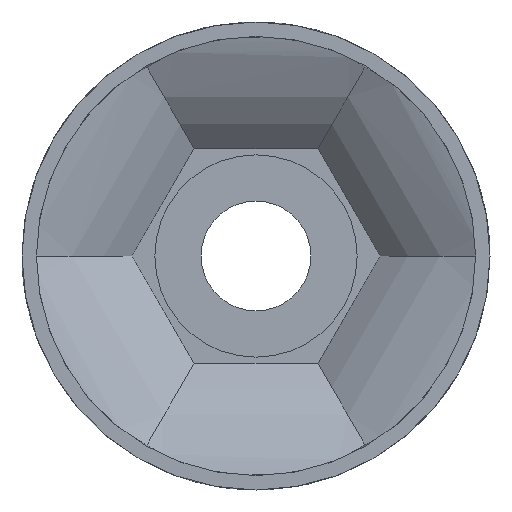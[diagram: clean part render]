
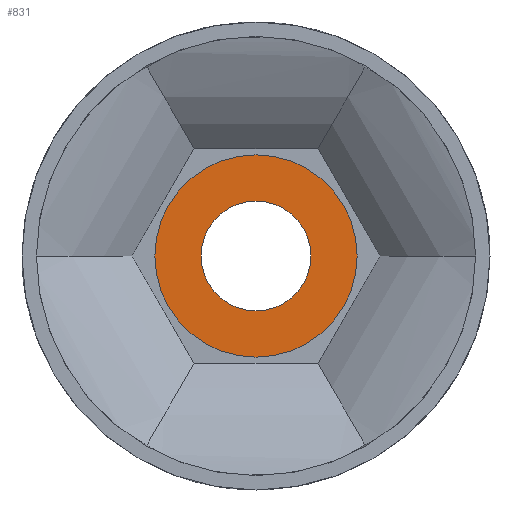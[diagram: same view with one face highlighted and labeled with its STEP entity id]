
A CAD part, front view. The second image highlights one B-rep face of the part: STEP entity #831.
In plain terms, the highlighted planar face has unit normal (0, -1, 0).
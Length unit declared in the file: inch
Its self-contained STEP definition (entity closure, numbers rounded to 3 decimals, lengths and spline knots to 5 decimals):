
#366=CARTESIAN_POINT('',(0.,0.205,0.));
#367=DIRECTION('',(0.,1.,0.));
#368=DIRECTION('',(0.,0.,-1.));
#369=AXIS2_PLACEMENT_3D('',#366,#367,#368);
#371=CARTESIAN_POINT('',(0.,0.205,0.));
#372=DIRECTION('',(0.,1.,0.));
#373=DIRECTION('',(0.,0.,1.));
#374=AXIS2_PLACEMENT_3D('',#371,#372,#373);
#376=CARTESIAN_POINT('',(0.,0.205,0.));
#377=DIRECTION('',(0.,1.,0.));
#378=DIRECTION('',(0.,0.,-1.));
#379=AXIS2_PLACEMENT_3D('',#376,#377,#378);
#381=CARTESIAN_POINT('',(0.,0.205,0.));
#382=DIRECTION('',(0.,1.,0.));
#383=DIRECTION('',(0.,0.,1.));
#384=AXIS2_PLACEMENT_3D('',#381,#382,#383);
#430=CARTESIAN_POINT('',(0.,0.205,-0.553));
#431=CARTESIAN_POINT('',(0.,0.205,0.553));
#432=VERTEX_POINT('',#430);
#433=VERTEX_POINT('',#431);
#438=CARTESIAN_POINT('',(0.,0.205,-0.3));
#439=CARTESIAN_POINT('',(0.,0.205,0.3));
#440=VERTEX_POINT('',#438);
#441=VERTEX_POINT('',#439);
#816=CARTESIAN_POINT('',(0.,0.205,0.));
#817=DIRECTION('',(0.,1.,0.));
#818=DIRECTION('',(0.,0.,-1.));
#819=AXIS2_PLACEMENT_3D('',#816,#817,#818);
#820=PLANE('',#819);
#821=ORIENTED_EDGE('',*,*,#796,.T.);
#822=ORIENTED_EDGE('',*,*,#810,.T.);
#823=EDGE_LOOP('',(#821,#822));
#824=FACE_OUTER_BOUND('',#823,.F.);
#826=ORIENTED_EDGE('',*,*,#825,.F.);
#828=ORIENTED_EDGE('',*,*,#827,.F.);
#829=EDGE_LOOP('',(#826,#828));
#830=FACE_BOUND('',#829,.F.);
#831=ADVANCED_FACE('',(#824,#830),#820,.F.);
#370=CIRCLE('',#369,0.553);
#375=CIRCLE('',#374,0.553);
#380=CIRCLE('',#379,0.3);
#385=CIRCLE('',#384,0.3);
#796=EDGE_CURVE('',#432,#433,#370,.T.);
#810=EDGE_CURVE('',#433,#432,#375,.T.);
#825=EDGE_CURVE('',#440,#441,#380,.T.);
#827=EDGE_CURVE('',#441,#440,#385,.T.);
